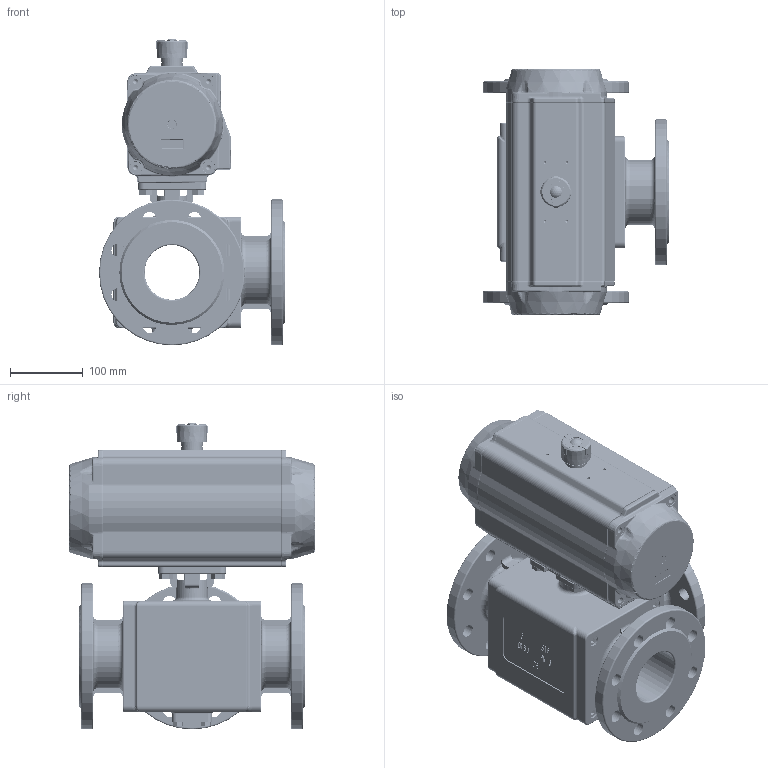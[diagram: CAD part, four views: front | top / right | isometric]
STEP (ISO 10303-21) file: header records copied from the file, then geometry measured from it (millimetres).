
FILE_DESCRIPTION(/* description */ ('Unknown'),/* implementation_level */ '2;1');
FILE_NAME(/* name */ 'PD08 9342_9343-11',/* time_stamp */ '2025-03-21T08:41:55+01:00',/* author */ ('Unknown'),/* organization */ ('Unknown'),/* preprocessor_version */ 'ST-DEVELOPER v19.4',/* originating_system */ 'Solid Edge',/* authorisation */ 'Unknown');
FILE_SCHEMA (('MODEL_BASED_INTEGRATED_MANUFACTURING_SCHEMA','AUTOMOTIVE_DESIGN {1 0 10303 214 3 1 1}'));
Products named in the file (24): PD08 9342_9343-11; 9342_9343-11; 概极; 概裔; 概裝; 嘐隅粣; 固定轴密封圈; 固定球套; MV-85L-LM-DN100; MV-85L-FS-DN100; 隅弇蹟邡; 极裔蟈諉蹟邡; 嘐隅粣蹟邡; PD08_PE07; VTE125埴詰; vt125-2016-06-25; vt125-2016-06-25   酘傷裔_MIR; VT125-03-01   活塞; VT125-3 粣; Optische Anzeige; ______; ________(___________; cup head nib bolts with large head gb_GB_FASTENER_BOLT_CHNBW M6X25-N; DIN 933 M10x22 A2-70 BLK_EDST
Assembly tree (45 placements, depth 4):
  PD08 9342_9343-11
    9342_9343-11
      概极
      概裔  x3
      概裝
      嘐隅粣
      固定轴密封圈
      固定球套
      MV-85L-LM-DN100
      MV-85L-FS-DN100
      隅弇蹟邡
      极裔蟈諉蹟邡  x11
      嘐隅粣蹟邡  x4
    PD08_PE07
      VTE125埴詰
      vt125-2016-06-25
      vt125-2016-06-25   酘傷裔_MIR
      VT125-03-01   活塞  x2
      VT125-3 粣
      Optische Anzeige
        ______
        ________(___________  x4
        cup head nib bolts with large head gb_GB_FASTENER_BOLT_CHNBW M6X25-N
    DIN 933 M10x22 A2-70 BLK_EDST  x4
Bounding box: 255 x 337 x 420.5 mm (x, y, z)
Volume: 7502105.9 mm3; surface area: 1407829.9 mm2
Topology: 42 solids, 42 shells, 4488 faces, 11162 edges, 6875 vertices
Faces by surface type: plane 1402, cylinder 1270, bspline 824, torus 582, cone 357, sphere 53
Full cylindrical faces by diameter (mm): 3 x16, 3.3 x8, 4.134 x8, 4.66 x1, 4.917 x1, 6 x1, 6.2 x1, 6.647 x12, 7 x1, 8.376 x4, 10 x4, 10.106 x2, 11.445 x2, 13 x2, 17 x12, 17.5 x2, 25 x1, 26 x2, 26.4 x1, 28.2 x1, 30 x5, 38.5 x1, 40 x2, 41 x1, 47.4 x1, 49 x1, 53 x4, 112 x2, 115.4 x2, 120 x2
Entity records: 135311 total; most frequent: CARTESIAN_POINT 63545, ORIENTED_EDGE 15654, DIRECTION 13040, EDGE_CURVE 7827, VERTEX_POINT 5011, AXIS2_PLACEMENT_3D 4969, FACE_BOUND 3760, EDGE_LOOP 3738
